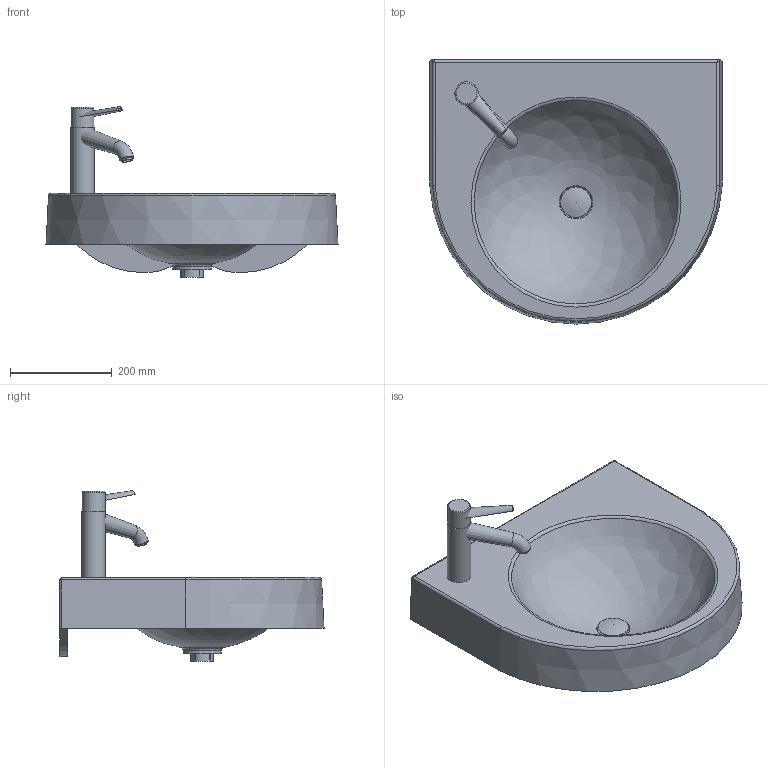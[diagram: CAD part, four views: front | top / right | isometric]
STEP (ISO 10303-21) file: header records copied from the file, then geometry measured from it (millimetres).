
FILE_DESCRIPTION((''),'2;1');
FILE_NAME('044958.stp','2008-01-16T12:49:26',('Huebner'),(''),'Autodesk Inventor 11','Autodesk Inventor 11','');
FILE_SCHEMA(('AUTOMOTIVE_DESIGN { 1 0 10303 214 1 1 1 1 }'));
Length unit declared in the file: millimetre
Products named in the file (9): 44958; Baterie_Zusatz; hebel_Zusatz; Hebel2; Griff2; Neoperl2; Stopfen; Kelch
Assembly tree (8 placements, depth 3):
  44958
    44958
    Baterie_Zusatz
      hebel_Zusatz
      Hebel2
      Griff2
      Neoperl2
    Stopfen
    Kelch
Bounding box: 575 x 520 x 335.75 mm (x, y, z)
Volume: 6726567.3 mm3; surface area: 1068238.2 mm2
Topology: 7 solids, 7 shells, 103 faces, 243 edges, 152 vertices
Faces by surface type: cylinder 36, plane 35, bspline 15, torus 11, cone 6
Full cylindrical faces by diameter (mm): 15 x2, 16 x1, 20 x1, 35 x1, 42 x1, 44 x1, 45 x1, 46 x1, 52 x1, 60 x1, 75 x1
Entity records: 4839 total; most frequent: CARTESIAN_POINT 2406, DIRECTION 496, ORIENTED_EDGE 412, AXIS2_PLACEMENT_3D 209, EDGE_CURVE 206, VERTEX_POINT 145, EDGE_LOOP 143, FACE_OUTER_BOUND 103
